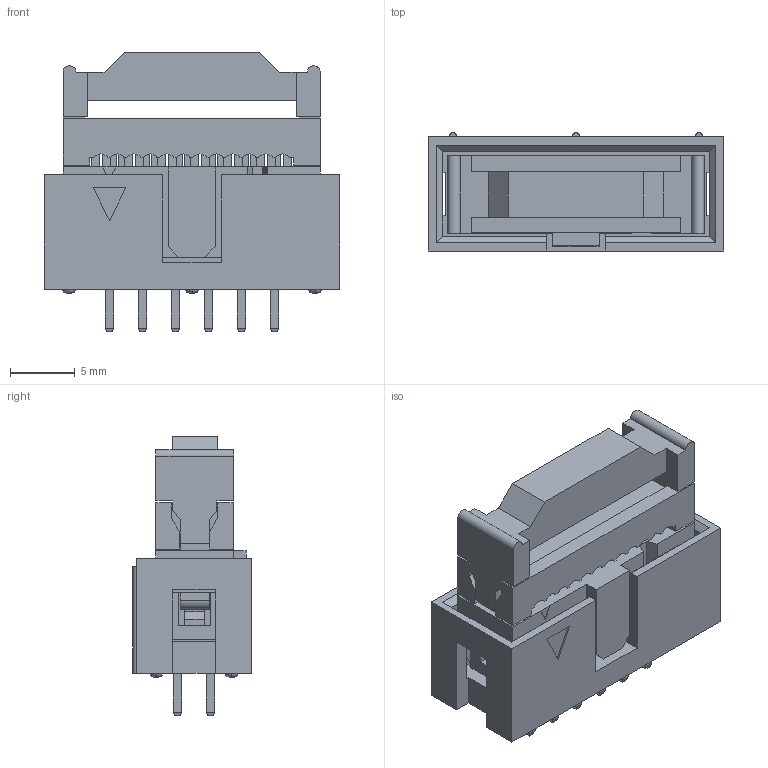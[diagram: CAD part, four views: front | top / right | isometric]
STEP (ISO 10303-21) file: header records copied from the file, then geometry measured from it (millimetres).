
FILE_DESCRIPTION(('FreeCAD Model'),'2;1');
FILE_NAME('Open CASCADE Shape Model','2023-04-24T20:37:57',('FreeCAD'),( 'FreeCAD'),'Open CASCADE STEP processor 7.6','FreeCAD','Unknown');
FILE_SCHEMA(('AUTOMOTIVE_DESIGN { 1 0 10303 214 1 1 1 1 }'));
Products named in the file (1): Open CASCADE STEP translator 7.6 7
Bounding box: 22.74 x 9.1 x 21.55 mm (x, y, z)
Volume: 2123.4 mm3; surface area: 4292.3 mm2
Topology: 16 solids, 16 shells, 1434 faces, 7909 edges, 10778 vertices
Faces by surface type: plane 1077, cylinder 249, revolution 108
Entity records: 58336 total; most frequent: CARTESIAN_POINT 9829, ORIENTED_EDGE 6834, PCURVE 6625, LINE 4518, GEOMETRIC_CURVE_SET 4196, TRIMMED_CURVE 4196, EDGE_CURVE 3713, SURFACE_CURVE 3542
